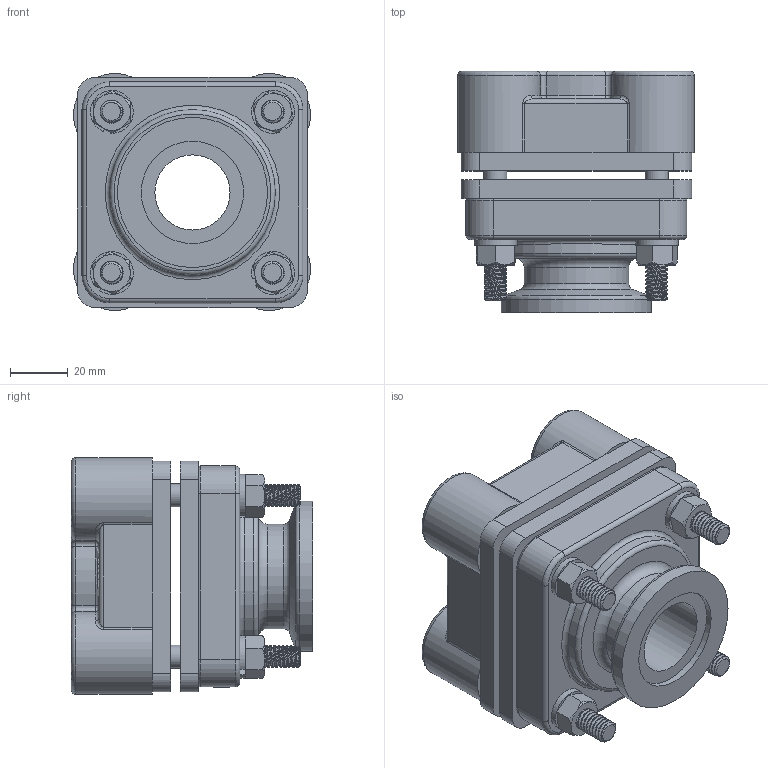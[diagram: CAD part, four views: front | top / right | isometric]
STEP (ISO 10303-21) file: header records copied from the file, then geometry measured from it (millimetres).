
FILE_DESCRIPTION(/* description */ ('1" Manifold Bolted Tank Fitting'),/* implementation_level */ '2;1');
FILE_NAME(/* name */ 'MBF100.stp',/* time_stamp */ '2016-12-02T15:43:33-05:00',/* author */ ('ALR'),/* organization */ (''),/* preprocessor_version */ 'ST-DEVELOPER v16.5',/* originating_system */ 'Autodesk Inventor 2017',/* authorisation */ '');
FILE_SCHEMA (('AUTOMOTIVE_DESIGN { 1 0 10303 214 3 1 1 }'));
Length unit declared in the file: inch
Products named in the file (11): MBF100; BF101; BF106; BF304AT; BF304A; V10118; V10119; V10178; V10278X; VL1004; BF100GE
Assembly tree (23 placements, depth 3):
  MBF100
    BF101
    BF100GE  x2
    BF106  x4
    BF304AT  x4
      BF304A
    V10118  x4
    V10119  x4
    V10178
      V10278X
    VL1004
Bounding box: 81.69 x 83.19 x 81.69 mm (x, y, z)
Volume: 306526.9 mm3; surface area: 98319.8 mm2
Topology: 21 solids, 21 shells, 1007 faces, 2397 edges, 1506 vertices
Faces by surface type: plane 447, cylinder 220, cone 166, bspline 117, torus 53, sphere 4
Full cylindrical faces by diameter (mm): 7.938 x4, 8.636 x8, 8.738 x4, 8.89 x4, 12.192 x4, 18.288 x4, 18.847 x8, 18.923 x4, 25.908 x1, 35.306 x1, 36.068 x1, 38.1 x2, 51.816 x1, 57.15 x1
Entity records: 24369 total; most frequent: CARTESIAN_POINT 9026, ORIENTED_EDGE 3150, DIRECTION 2863, EDGE_CURVE 1575, VERTEX_POINT 1038, LINE 961, VECTOR 961, AXIS2_PLACEMENT_3D 951
